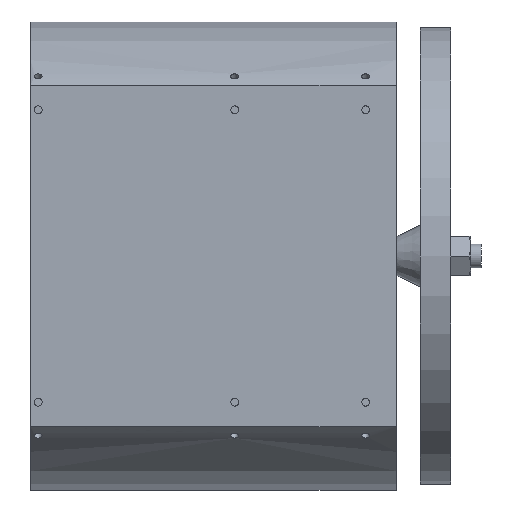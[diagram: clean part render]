
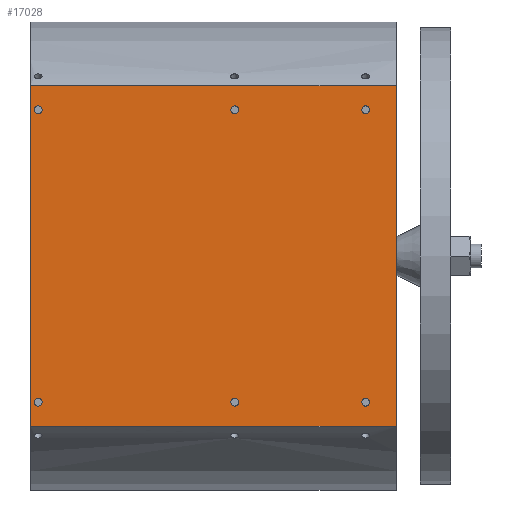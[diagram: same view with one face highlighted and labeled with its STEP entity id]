
A CAD part, front view. The second image highlights one B-rep face of the part: STEP entity #17028.
In plain terms, the highlighted planar face has unit normal (0, -1, 0).
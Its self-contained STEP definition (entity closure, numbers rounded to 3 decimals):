
#673=FACE_BOUND('',#3244,.T.);
#674=FACE_BOUND('',#3245,.T.);
#675=FACE_BOUND('',#3246,.T.);
#676=FACE_BOUND('',#3247,.T.);
#677=FACE_BOUND('',#3248,.T.);
#678=FACE_BOUND('',#3249,.T.);
#1093=PLANE('',#19875);
#2096=FACE_OUTER_BOUND('',#3243,.T.);
#3243=EDGE_LOOP('',(#15465,#15466,#15467,#15468));
#3244=EDGE_LOOP('',(#15469));
#3245=EDGE_LOOP('',(#15470));
#3246=EDGE_LOOP('',(#15471));
#3247=EDGE_LOOP('',(#15472));
#3248=EDGE_LOOP('',(#15473));
#3249=EDGE_LOOP('',(#15474));
#4142=LINE('',#32474,#5043);
#4150=LINE('',#32501,#5051);
#4151=LINE('',#32503,#5052);
#4152=LINE('',#32504,#5053);
#5043=VECTOR('',#25828,10.);
#5051=VECTOR('',#25852,10.);
#5052=VECTOR('',#25855,10.);
#5053=VECTOR('',#25856,10.);
#6497=CIRCLE('',#19857,1.265);
#6500=CIRCLE('',#19861,1.265);
#6503=CIRCLE('',#19865,1.265);
#6510=CIRCLE('',#19876,1.265);
#6511=CIRCLE('',#19877,1.265);
#6512=CIRCLE('',#19878,1.265);
#8067=VERTEX_POINT('',#32450);
#8070=VERTEX_POINT('',#32458);
#8073=VERTEX_POINT('',#32466);
#8074=VERTEX_POINT('',#32470);
#8076=VERTEX_POINT('',#32473);
#8086=VERTEX_POINT('',#32497);
#8087=VERTEX_POINT('',#32499);
#8088=VERTEX_POINT('',#32505);
#8089=VERTEX_POINT('',#32507);
#8090=VERTEX_POINT('',#32509);
#10527=EDGE_CURVE('',#8067,#8067,#6497,.T.);
#10531=EDGE_CURVE('',#8070,#8070,#6500,.T.);
#10535=EDGE_CURVE('',#8073,#8073,#6503,.T.);
#10537=EDGE_CURVE('',#8074,#8076,#4142,.T.);
#10551=EDGE_CURVE('',#8086,#8087,#4150,.T.);
#10552=EDGE_CURVE('',#8086,#8074,#4151,.T.);
#10553=EDGE_CURVE('',#8076,#8087,#4152,.T.);
#10554=EDGE_CURVE('',#8088,#8088,#6510,.T.);
#10555=EDGE_CURVE('',#8089,#8089,#6511,.T.);
#10556=EDGE_CURVE('',#8090,#8090,#6512,.T.);
#15465=ORIENTED_EDGE('',*,*,#10552,.F.);
#15466=ORIENTED_EDGE('',*,*,#10551,.T.);
#15467=ORIENTED_EDGE('',*,*,#10553,.F.);
#15468=ORIENTED_EDGE('',*,*,#10537,.F.);
#15469=ORIENTED_EDGE('',*,*,#10554,.F.);
#15470=ORIENTED_EDGE('',*,*,#10555,.F.);
#15471=ORIENTED_EDGE('',*,*,#10556,.F.);
#15472=ORIENTED_EDGE('',*,*,#10527,.T.);
#15473=ORIENTED_EDGE('',*,*,#10531,.T.);
#15474=ORIENTED_EDGE('',*,*,#10535,.T.);
#17028=ADVANCED_FACE('',(#2096,#673,#674,#675,#676,#677,#678),#1093,.T.);
#19857=AXIS2_PLACEMENT_3D('',#32452,#25805,#25806);
#19861=AXIS2_PLACEMENT_3D('',#32460,#25814,#25815);
#19865=AXIS2_PLACEMENT_3D('',#32468,#25823,#25824);
#19875=AXIS2_PLACEMENT_3D('',#32502,#25853,#25854);
#19876=AXIS2_PLACEMENT_3D('',#32506,#25857,#25858);
#19877=AXIS2_PLACEMENT_3D('',#32508,#25859,#25860);
#19878=AXIS2_PLACEMENT_3D('',#32510,#25861,#25862);
#25805=DIRECTION('center_axis',(0.,1.,0.));
#25806=DIRECTION('ref_axis',(0.,0.,1.));
#25814=DIRECTION('center_axis',(0.,1.,0.));
#25815=DIRECTION('ref_axis',(0.,0.,1.));
#25823=DIRECTION('center_axis',(0.,1.,0.));
#25824=DIRECTION('ref_axis',(0.,0.,1.));
#25828=DIRECTION('',(1.,0.,0.));
#25852=DIRECTION('',(1.,0.,0.));
#25853=DIRECTION('center_axis',(0.,-1.,0.));
#25854=DIRECTION('ref_axis',(0.,0.,-1.));
#25855=DIRECTION('',(0.,0.,1.));
#25856=DIRECTION('',(0.,0.,-1.));
#25857=DIRECTION('center_axis',(0.,-1.,0.));
#25858=DIRECTION('ref_axis',(0.,0.,-1.));
#25859=DIRECTION('center_axis',(0.,-1.,0.));
#25860=DIRECTION('ref_axis',(0.,0.,-1.));
#25861=DIRECTION('center_axis',(0.,-1.,0.));
#25862=DIRECTION('ref_axis',(0.,0.,-1.));
#32450=CARTESIAN_POINT('',(2.5,-55.033,-49.293));
#32452=CARTESIAN_POINT('Origin',(2.5,-55.033,-48.029));
#32458=CARTESIAN_POINT('',(67.,-55.033,-49.293));
#32460=CARTESIAN_POINT('Origin',(67.,-55.033,-48.029));
#32466=CARTESIAN_POINT('',(110.,-55.033,-49.293));
#32468=CARTESIAN_POINT('Origin',(110.,-55.033,-48.029));
#32470=CARTESIAN_POINT('',(0.,-55.033,55.826));
#32473=CARTESIAN_POINT('',(120.,-55.033,55.826));
#32474=CARTESIAN_POINT('',(0.,-55.033,55.826));
#32497=CARTESIAN_POINT('',(0.,-55.033,-55.826));
#32499=CARTESIAN_POINT('',(120.,-55.033,-55.826));
#32501=CARTESIAN_POINT('',(0.,-55.033,-55.826));
#32502=CARTESIAN_POINT('Origin',(0.,-55.033,55.826));
#32503=CARTESIAN_POINT('',(0.,-55.033,-55.826));
#32504=CARTESIAN_POINT('',(120.,-55.033,-55.826));
#32505=CARTESIAN_POINT('',(2.5,-55.033,49.293));
#32506=CARTESIAN_POINT('Origin',(2.5,-55.033,48.029));
#32507=CARTESIAN_POINT('',(110.,-55.033,49.293));
#32508=CARTESIAN_POINT('Origin',(110.,-55.033,48.029));
#32509=CARTESIAN_POINT('',(67.,-55.033,49.293));
#32510=CARTESIAN_POINT('Origin',(67.,-55.033,48.029));
